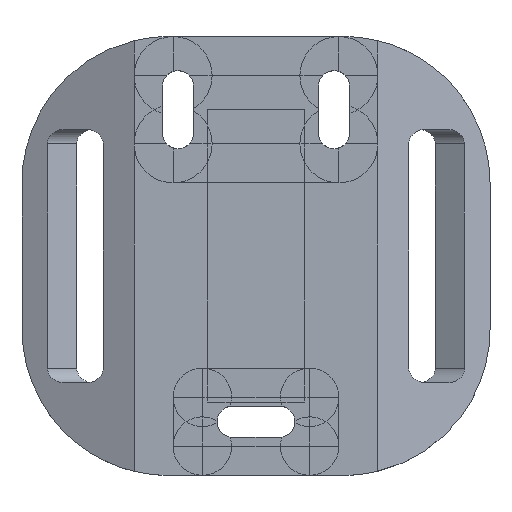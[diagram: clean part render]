
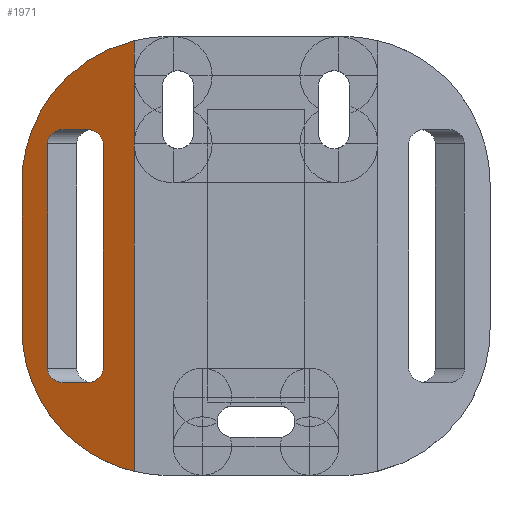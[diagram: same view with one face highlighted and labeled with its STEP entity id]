
A CAD part, top view. The second image highlights one B-rep face of the part: STEP entity #1971.
In plain terms, the highlighted planar face has unit normal (-0.399, 0, 0.917).
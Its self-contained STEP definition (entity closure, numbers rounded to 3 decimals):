
#873 = VERTEX_POINT('',#874);
#874 = CARTESIAN_POINT('',(-48.,-15.,-2.995));
#880 = EDGE_CURVE('',#873,#881,#883,.T.);
#881 = VERTEX_POINT('',#882);
#882 = CARTESIAN_POINT('',(-25.,-44.172,7.005));
#883 = ELLIPSE('',#884,32.713,30.);
#884 = AXIS2_PLACEMENT_3D('',#885,#886,#887);
#885 = CARTESIAN_POINT('',(-18.,-15.,10.048));
#886 = DIRECTION('',(-0.399,0.,0.917));
#887 = DIRECTION('',(-0.917,0.,-0.399));
#1000 = VERTEX_POINT('',#1001);
#1001 = CARTESIAN_POINT('',(-48.,15.,-2.995));
#1011 = VERTEX_POINT('',#1012);
#1012 = CARTESIAN_POINT('',(-25.,44.172,7.005));
#1019 = EDGE_CURVE('',#1011,#1000,#1020,.T.);
#1020 = ELLIPSE('',#1021,32.713,30.);
#1021 = AXIS2_PLACEMENT_3D('',#1022,#1023,#1024);
#1022 = CARTESIAN_POINT('',(-18.,15.,10.048));
#1023 = DIRECTION('',(-0.399,0.,0.917));
#1024 = DIRECTION('',(-0.917,0.,-0.399));
#1676 = VERTEX_POINT('',#1677);
#1677 = CARTESIAN_POINT('',(-25.,37.,7.005));
#1708 = EDGE_CURVE('',#1676,#1011,#1709,.T.);
#1709 = LINE('',#1710,#1711);
#1710 = CARTESIAN_POINT('',(-25.,-45.,7.005));
#1711 = VECTOR('',#1712,1.);
#1712 = DIRECTION('',(0.,1.,0.));
#1919 = VERTEX_POINT('',#1920);
#1920 = CARTESIAN_POINT('',(-25.,23.,7.005));
#1927 = EDGE_CURVE('',#881,#1919,#1928,.T.);
#1928 = LINE('',#1929,#1930);
#1929 = CARTESIAN_POINT('',(-25.,-45.,7.005));
#1930 = VECTOR('',#1931,1.);
#1931 = DIRECTION('',(0.,1.,0.));
#1971 = ADVANCED_FACE('',(#1972,#1990),#2060,.T.);
#1972 = FACE_BOUND('',#1973,.T.);
#1973 = EDGE_LOOP('',(#1974,#1975,#1976,#1982,#1983,#1984));
#1974 = ORIENTED_EDGE('',*,*,#1708,.T.);
#1975 = ORIENTED_EDGE('',*,*,#1019,.T.);
#1976 = ORIENTED_EDGE('',*,*,#1977,.F.);
#1977 = EDGE_CURVE('',#873,#1000,#1978,.T.);
#1978 = LINE('',#1979,#1980);
#1979 = CARTESIAN_POINT('',(-48.,-45.,-2.995));
#1980 = VECTOR('',#1981,1.);
#1981 = DIRECTION('',(0.,1.,0.));
#1982 = ORIENTED_EDGE('',*,*,#880,.T.);
#1983 = ORIENTED_EDGE('',*,*,#1927,.T.);
#1984 = ORIENTED_EDGE('',*,*,#1985,.T.);
#1985 = EDGE_CURVE('',#1919,#1676,#1986,.T.);
#1986 = LINE('',#1987,#1988);
#1987 = CARTESIAN_POINT('',(-25.,-45.,7.005));
#1988 = VECTOR('',#1989,1.);
#1989 = DIRECTION('',(0.,1.,0.));
#1990 = FACE_BOUND('',#1991,.T.);
#1991 = EDGE_LOOP('',(#1992,#2003,#2011,#2020,#2028,#2037,#2045,#2054));
#1992 = ORIENTED_EDGE('',*,*,#1993,.F.);
#1993 = EDGE_CURVE('',#1994,#1996,#1998,.T.);
#1994 = VERTEX_POINT('',#1995);
#1995 = CARTESIAN_POINT('',(-31.351,23.,4.244));
#1996 = VERTEX_POINT('',#1997);
#1997 = CARTESIAN_POINT('',(-34.773,26.,2.756));
#1998 = ELLIPSE('',#1999,3.732,3.);
#1999 = AXIS2_PLACEMENT_3D('',#2000,#2001,#2002);
#2000 = CARTESIAN_POINT('',(-34.773,23.,2.756));
#2001 = DIRECTION('',(-0.399,0.,0.917));
#2002 = DIRECTION('',(0.917,0.,0.399));
#2003 = ORIENTED_EDGE('',*,*,#2004,.T.);
#2004 = EDGE_CURVE('',#1994,#2005,#2007,.T.);
#2005 = VERTEX_POINT('',#2006);
#2006 = CARTESIAN_POINT('',(-31.351,-23.,4.244));
#2007 = LINE('',#2008,#2009);
#2008 = CARTESIAN_POINT('',(-31.351,-11.5,4.244));
#2009 = VECTOR('',#2010,1.);
#2010 = DIRECTION('',(0.,-1.,0.));
#2011 = ORIENTED_EDGE('',*,*,#2012,.F.);
#2012 = EDGE_CURVE('',#2013,#2005,#2015,.T.);
#2013 = VERTEX_POINT('',#2014);
#2014 = CARTESIAN_POINT('',(-34.773,-26.,2.756));
#2015 = ELLIPSE('',#2016,3.732,3.);
#2016 = AXIS2_PLACEMENT_3D('',#2017,#2018,#2019);
#2017 = CARTESIAN_POINT('',(-34.773,-23.,2.756));
#2018 = DIRECTION('',(-0.399,0.,0.917));
#2019 = DIRECTION('',(0.917,0.,0.399));
#2020 = ORIENTED_EDGE('',*,*,#2021,.F.);
#2021 = EDGE_CURVE('',#2022,#2013,#2024,.T.);
#2022 = VERTEX_POINT('',#2023);
#2023 = CARTESIAN_POINT('',(-39.337,-26.,0.772));
#2024 = LINE('',#2025,#2026);
#2025 = CARTESIAN_POINT('',(-33.825,-26.,3.168));
#2026 = VECTOR('',#2027,1.);
#2027 = DIRECTION('',(0.917,0.,0.399));
#2028 = ORIENTED_EDGE('',*,*,#2029,.F.);
#2029 = EDGE_CURVE('',#2030,#2022,#2032,.T.);
#2030 = VERTEX_POINT('',#2031);
#2031 = CARTESIAN_POINT('',(-42.759,-23.,-0.716));
#2032 = ELLIPSE('',#2033,3.732,3.);
#2033 = AXIS2_PLACEMENT_3D('',#2034,#2035,#2036);
#2034 = CARTESIAN_POINT('',(-39.337,-23.,0.772));
#2035 = DIRECTION('',(-0.399,0.,0.917));
#2036 = DIRECTION('',(0.917,0.,0.399));
#2037 = ORIENTED_EDGE('',*,*,#2038,.F.);
#2038 = EDGE_CURVE('',#2039,#2030,#2041,.T.);
#2039 = VERTEX_POINT('',#2040);
#2040 = CARTESIAN_POINT('',(-42.759,23.,-0.716));
#2041 = LINE('',#2042,#2043);
#2042 = CARTESIAN_POINT('',(-42.759,-11.5,-0.716));
#2043 = VECTOR('',#2044,1.);
#2044 = DIRECTION('',(0.,-1.,0.));
#2045 = ORIENTED_EDGE('',*,*,#2046,.F.);
#2046 = EDGE_CURVE('',#2047,#2039,#2049,.T.);
#2047 = VERTEX_POINT('',#2048);
#2048 = CARTESIAN_POINT('',(-39.337,26.,0.772));
#2049 = ELLIPSE('',#2050,3.732,3.);
#2050 = AXIS2_PLACEMENT_3D('',#2051,#2052,#2053);
#2051 = CARTESIAN_POINT('',(-39.337,23.,0.772));
#2052 = DIRECTION('',(-0.399,0.,0.917));
#2053 = DIRECTION('',(0.917,0.,0.399));
#2054 = ORIENTED_EDGE('',*,*,#2055,.T.);
#2055 = EDGE_CURVE('',#2047,#1996,#2056,.T.);
#2056 = LINE('',#2057,#2058);
#2057 = CARTESIAN_POINT('',(-33.825,26.,3.168));
#2058 = VECTOR('',#2059,1.);
#2059 = DIRECTION('',(0.917,0.,0.399));
#2060 = PLANE('',#2061);
#2061 = AXIS2_PLACEMENT_3D('',#2062,#2063,#2064);
#2062 = CARTESIAN_POINT('',(-36.5,0.,2.005));
#2063 = DIRECTION('',(-0.399,0.,0.917));
#2064 = DIRECTION('',(0.917,0.,0.399));
